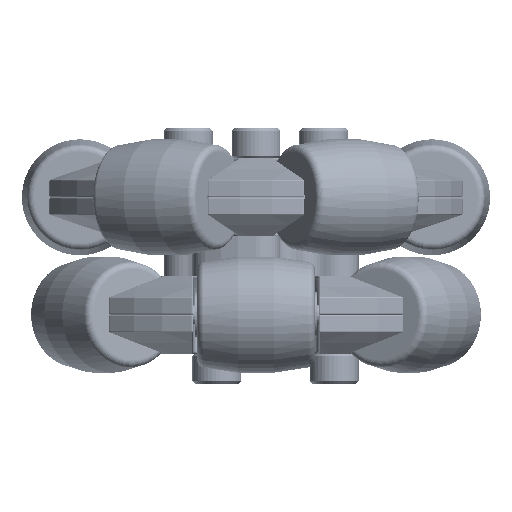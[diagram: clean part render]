
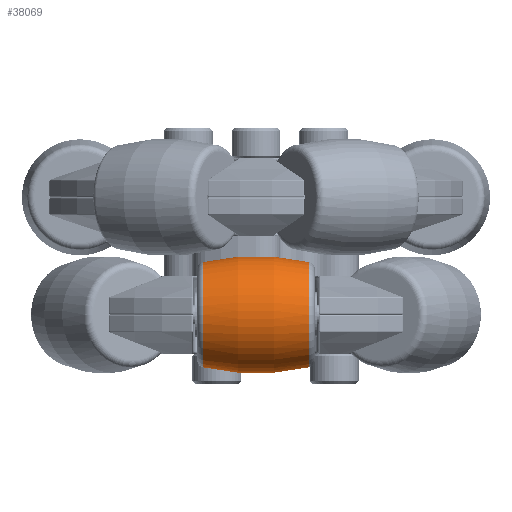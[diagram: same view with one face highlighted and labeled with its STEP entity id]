
A CAD part, left-side view. The second image highlights one B-rep face of the part: STEP entity #38069.
In plain terms, the highlighted toroidal (fillet/blend) face has major radius 28.575 mm and minor radius 38.1 mm.
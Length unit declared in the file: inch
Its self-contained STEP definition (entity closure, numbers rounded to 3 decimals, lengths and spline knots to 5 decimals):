
#68 = EDGE_CURVE ( 'NONE', #468, #17220, #26641, .T. ) ;
#468 = VERTEX_POINT ( 'NONE', #28394 ) ;
#2179 = CIRCLE ( 'NONE', #30947, 1.5 ) ;
#2294 = AXIS2_PLACEMENT_3D ( 'NONE', #33360, #29921, #25812 ) ;
#2951 = AXIS2_PLACEMENT_3D ( 'NONE', #37526, #36796, #32682 ) ;
#8392 = CIRCLE ( 'NONE', #2951, 0.33591 ) ;
#9116 = DIRECTION ( 'NONE',  ( 0., -1., 0. ) ) ;
#10374 = VERTEX_POINT ( 'NONE', #26348 ) ;
#11135 = ORIENTED_EDGE ( 'NONE', *, *, #38360, .F. ) ;
#11718 = CARTESIAN_POINT ( 'NONE',  ( 0.375, 0., 1.125 ) ) ;
#12533 = CARTESIAN_POINT ( 'NONE',  ( 0.375, 0., -1.125 ) ) ;
#14720 = AXIS2_PLACEMENT_3D ( 'NONE', #12533, #9116, #26239 ) ;
#15850 = DIRECTION ( 'NONE',  ( 0., 1., 0. ) ) ;
#17220 = VERTEX_POINT ( 'NONE', #42993 ) ;
#20580 = EDGE_CURVE ( 'NONE', #10374, #29907, #8392, .T. ) ;
#20747 = EDGE_CURVE ( 'NONE', #29907, #468, #2179, .T. ) ;
#21998 = DIRECTION ( 'NONE',  ( 0., 0., -1. ) ) ;
#25179 = CARTESIAN_POINT ( 'NONE',  ( 0.03479, 0., 0. ) ) ;
#25812 = DIRECTION ( 'NONE',  ( 0., 0., 1. ) ) ;
#26239 = DIRECTION ( 'NONE',  ( 0., 0., -1. ) ) ;
#26348 = CARTESIAN_POINT ( 'NONE',  ( 0.71521, 0., 0.33591 ) ) ;
#26641 = CIRCLE ( 'NONE', #36725, 0.33591 ) ;
#26818 = DIRECTION ( 'NONE',  ( 0., 0., 1. ) ) ;
#28394 = CARTESIAN_POINT ( 'NONE',  ( 0.03479, 0., -0.33591 ) ) ;
#28743 = FACE_OUTER_BOUND ( 'NONE', #35534, .T. ) ;
#29907 = VERTEX_POINT ( 'NONE', #36378 ) ;
#29921 = DIRECTION ( 'NONE',  ( -1., 0., 0. ) ) ;
#30947 = AXIS2_PLACEMENT_3D ( 'NONE', #11718, #15850, #26818 ) ;
#32682 = DIRECTION ( 'NONE',  ( 0., 0., 1. ) ) ;
#33360 = CARTESIAN_POINT ( 'NONE',  ( 0.375, 0., 0. ) ) ;
#35534 = EDGE_LOOP ( 'NONE', ( #40767, #46649, #47507, #11135 ) ) ;
#36378 = CARTESIAN_POINT ( 'NONE',  ( 0.71521, 0., -0.33591 ) ) ;
#36725 = AXIS2_PLACEMENT_3D ( 'NONE', #25179, #40019, #21998 ) ;
#36796 = DIRECTION ( 'NONE',  ( -1., 0., 0. ) ) ;
#37526 = CARTESIAN_POINT ( 'NONE',  ( 0.71521, 0., 0. ) ) ;
#38052 = CIRCLE ( 'NONE', #14720, 1.5 ) ;
#38069 = ADVANCED_FACE ( 'NONE', ( #28743 ), #38838, .T. ) ;
#38360 = EDGE_CURVE ( 'NONE', #10374, #17220, #38052, .T. ) ;
#38838 = TOROIDAL_SURFACE ( 'NONE', #2294, -1.125, 1.5 ) ;
#40019 = DIRECTION ( 'NONE',  ( 1., 0., 0. ) ) ;
#40767 = ORIENTED_EDGE ( 'NONE', *, *, #20580, .T. ) ;
#42993 = CARTESIAN_POINT ( 'NONE',  ( 0.03479, 0., 0.33591 ) ) ;
#46649 = ORIENTED_EDGE ( 'NONE', *, *, #20747, .T. ) ;
#47507 = ORIENTED_EDGE ( 'NONE', *, *, #68, .T. ) ;
